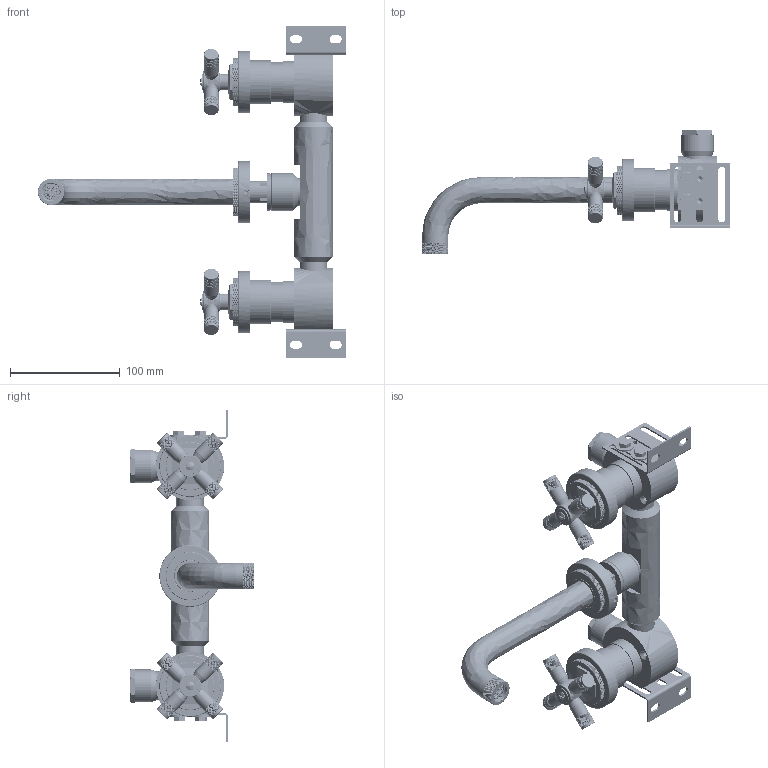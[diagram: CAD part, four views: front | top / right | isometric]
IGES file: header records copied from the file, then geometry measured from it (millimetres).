
Global section: file name: V7KALL17S-2XK; native system: Autodesk Inventor 2023; preprocessor: unknown; author: clarkin; date: 20231026.104253; units: millimetre
Bounding box: 280.3 x 112.5 x 302 mm (x, y, z)
Volume: 583067.9 mm3; surface area: 303805.7 mm2
Topology: 91 solids, 91 shells, 32764 faces, 71341 edges, 38955 vertices
Faces by surface type: bspline 32764
